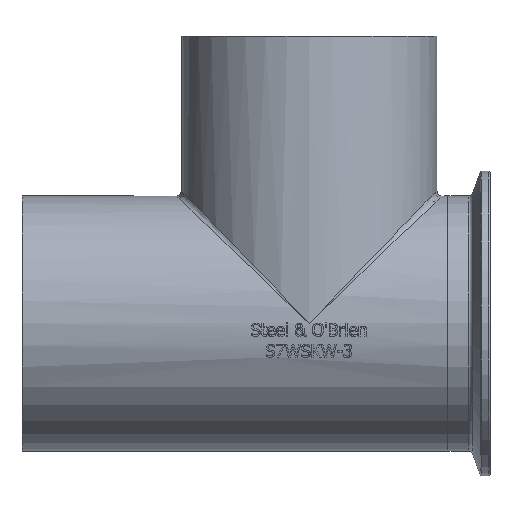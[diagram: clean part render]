
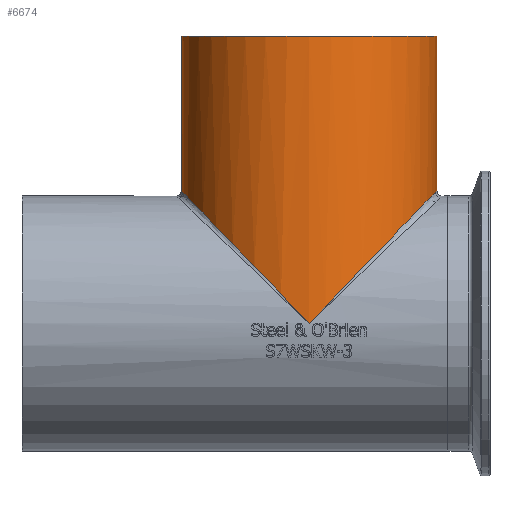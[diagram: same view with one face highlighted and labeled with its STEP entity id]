
A CAD part, top view. The second image highlights one B-rep face of the part: STEP entity #6674.
In plain terms, the highlighted cylindrical face has radius 38.1 mm (diameter 76.2 mm), a full revolution.
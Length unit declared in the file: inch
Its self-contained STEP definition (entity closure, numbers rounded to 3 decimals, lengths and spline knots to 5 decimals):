
#85=ELLIPSE('',#7056,2.16597,1.5);
#86=ELLIPSE('',#7057,2.16597,1.5);
#146=FACE_BOUND('',#1264,.T.);
#839=FACE_OUTER_BOUND('',#1263,.T.);
#1263=EDGE_LOOP('',(#6198,#6199));
#1264=EDGE_LOOP('',(#6200));
#1393=CIRCLE('',#7065,1.5);
#3259=VERTEX_POINT('',#14512);
#3260=VERTEX_POINT('',#14513);
#3285=VERTEX_POINT('',#14695);
#4254=EDGE_CURVE('',#3260,#3259,#85,.T.);
#4255=EDGE_CURVE('',#3259,#3260,#86,.T.);
#4260=EDGE_CURVE('',#3285,#3285,#1393,.T.);
#6198=ORIENTED_EDGE('',*,*,#4255,.F.);
#6199=ORIENTED_EDGE('',*,*,#4254,.F.);
#6200=ORIENTED_EDGE('',*,*,#4260,.T.);
#6246=CYLINDRICAL_SURFACE('',#7064,1.5);
#6674=ADVANCED_FACE('',(#839,#146),#6246,.T.);
#7056=AXIS2_PLACEMENT_3D('',#14632,#8268,#8269);
#7057=AXIS2_PLACEMENT_3D('',#14683,#8270,#8271);
#7064=AXIS2_PLACEMENT_3D('',#14694,#8284,#8285);
#7065=AXIS2_PLACEMENT_3D('',#14696,#8286,#8287);
#8268=DIRECTION('center_axis',(-0.721,-0.693,0.));
#8269=DIRECTION('ref_axis',(-0.693,0.721,0.));
#8270=DIRECTION('center_axis',(0.721,-0.693,0.));
#8271=DIRECTION('ref_axis',(0.693,0.721,0.));
#8284=DIRECTION('center_axis',(0.,-1.,0.));
#8285=DIRECTION('ref_axis',(1.,0.,0.));
#8286=DIRECTION('center_axis',(0.,-1.,0.));
#8287=DIRECTION('ref_axis',(1.,0.,0.));
#14512=CARTESIAN_POINT('',(0.,0.,-1.5));
#14513=CARTESIAN_POINT('',(0.,0.,1.5));
#14632=CARTESIAN_POINT('Origin',(0.,0.,0.));
#14683=CARTESIAN_POINT('Origin',(0.,0.,0.));
#14694=CARTESIAN_POINT('Origin',(0.,3.375,0.));
#14695=CARTESIAN_POINT('',(-1.5,3.375,0.));
#14696=CARTESIAN_POINT('Origin',(0.,3.375,0.));
